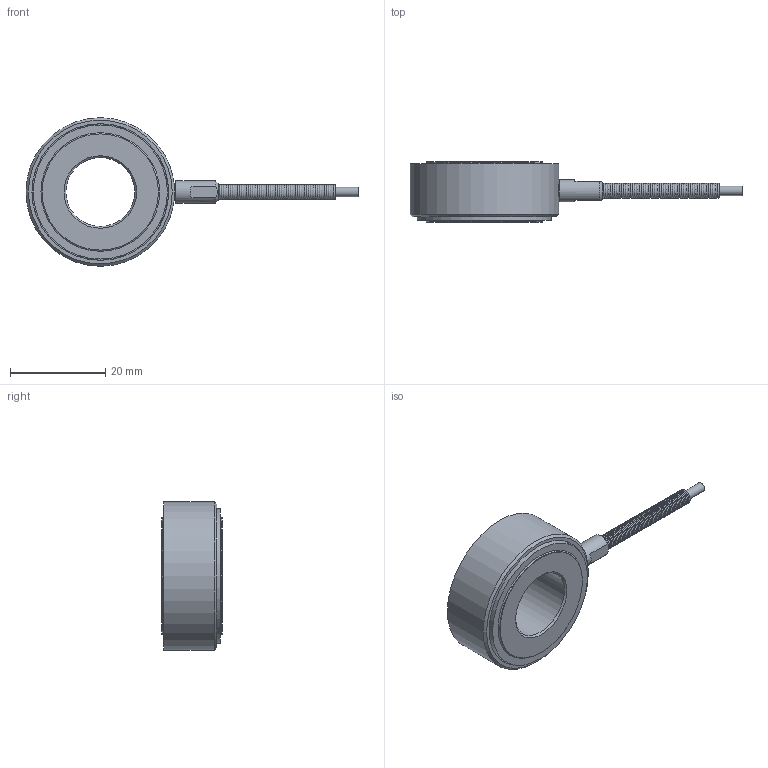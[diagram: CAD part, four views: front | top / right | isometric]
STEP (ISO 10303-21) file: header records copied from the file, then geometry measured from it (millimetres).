
FILE_DESCRIPTION((''),'2;1');
FILE_NAME('LLW400 9-16 ID.stp','2010-11-15T11:57:27',('thomasl'),(''),'Autodesk Inventor 2008','Autodesk Inventor 2008','');
FILE_SCHEMA(('AUTOMOTIVE_DESIGN { 1 0 10303 214 1 1 1 1 }'));
Length unit declared in the file: inch
Products named in the file (2): LLW400 9-16 ID; CABLE
Assembly tree (1 placements, depth 2):
  LLW400 9-16 ID
    CABLE
Bounding box: 69.79 x 12.7 x 31.24 mm (x, y, z)
Volume: 7315.1 mm3; surface area: 5404.7 mm2
Topology: 1 solids, 7 shells, 137 faces, 316 edges, 188 vertices
Faces by surface type: bspline 78, plane 32, cylinder 21, cone 5, torus 1
Full cylindrical faces by diameter (mm): 1.943 x1, 2.007 x1, 2.083 x1, 2.741 x1, 2.794 x1, 3.023 x6, 3.048 x1, 3.175 x1, 4.699 x1, 14.478 x1, 24.435 x2, 28.194 x1, 28.702 x1, 28.74 x1, 31.242 x1
Entity records: 8672 total; most frequent: CARTESIAN_POINT 6338, DIRECTION 428, ORIENTED_EDGE 370, EDGE_LOOP 262, AXIS2_PLACEMENT_3D 199, EDGE_CURVE 185, VERTEX_POINT 165, CIRCLE 137
